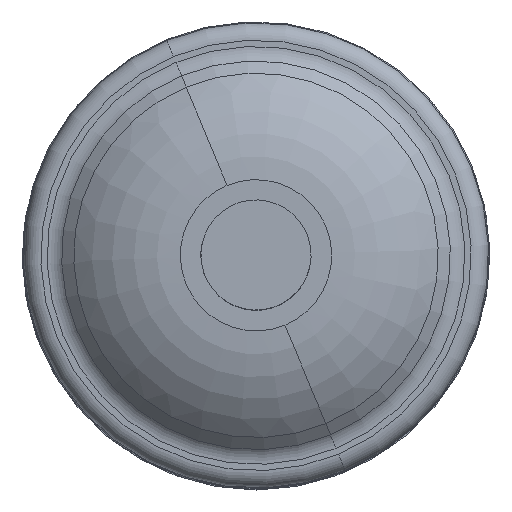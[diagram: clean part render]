
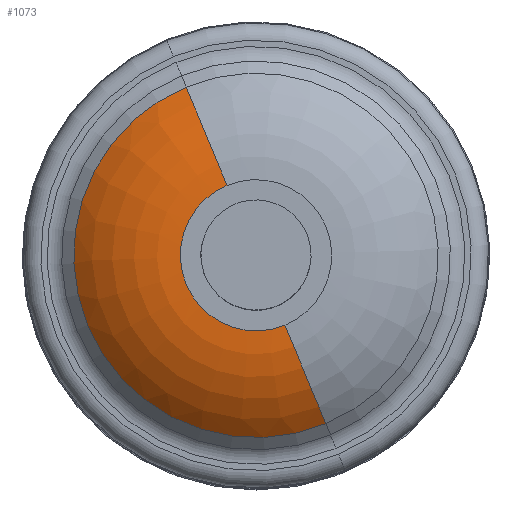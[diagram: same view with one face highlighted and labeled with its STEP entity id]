
A CAD part, top view. The second image highlights one B-rep face of the part: STEP entity #1073.
In plain terms, the highlighted toroidal (fillet/blend) face has major radius 10.84 mm and minor radius 22 mm.
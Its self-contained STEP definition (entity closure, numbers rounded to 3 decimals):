
#57 = AXIS2_PLACEMENT_3D ( 'NONE', #597, #811, #1018 ) ;
#81 = CIRCLE ( 'NONE', #934, 22. ) ;
#103 = DIRECTION ( 'NONE',  ( 0.383, -0.924, 0. ) ) ;
#108 = CARTESIAN_POINT ( 'NONE',  ( -4.152, 10.013, 65.3 ) ) ;
#139 = DIRECTION ( 'NONE',  ( 0.924, 0.383, 0. ) ) ;
#223 = DIRECTION ( 'NONE',  ( 0.383, -0.924, 0. ) ) ;
#290 = VERTEX_POINT ( 'NONE', #1267 ) ;
#318 = CARTESIAN_POINT ( 'NONE',  ( 10.006, -24.13, 81.125 ) ) ;
#377 = ORIENTED_EDGE ( 'NONE', *, *, #746, .T. ) ;
#402 = VERTEX_POINT ( 'NONE', #993 ) ;
#423 = CIRCLE ( 'NONE', #1298, 10.84 ) ;
#424 = DIRECTION ( 'NONE',  ( 0., 0., -1. ) ) ;
#442 = CIRCLE ( 'NONE', #652, 22. ) ;
#455 = DIRECTION ( 'NONE',  ( 0., 0., -1. ) ) ;
#525 = CARTESIAN_POINT ( 'NONE',  ( 0., 0., 81.125 ) ) ;
#532 = VERTEX_POINT ( 'NONE', #318 ) ;
#547 = EDGE_LOOP ( 'NONE', ( #377, #737, #882, #783 ) ) ;
#556 = CIRCLE ( 'NONE', #1125, 26.123 ) ;
#597 = CARTESIAN_POINT ( 'NONE',  ( 0., 0., 65.3 ) ) ;
#652 = AXIS2_PLACEMENT_3D ( 'NONE', #881, #139, #840 ) ;
#737 = ORIENTED_EDGE ( 'NONE', *, *, #1245, .T. ) ;
#746 = EDGE_CURVE ( 'NONE', #290, #402, #423, .T. ) ;
#761 = TOROIDAL_SURFACE ( 'NONE', #57, 10.84, 22. ) ;
#783 = ORIENTED_EDGE ( 'NONE', *, *, #1135, .F. ) ;
#811 = DIRECTION ( 'NONE',  ( 0., 0., -1. ) ) ;
#840 = DIRECTION ( 'NONE',  ( -0.383, 0.924, 0. ) ) ;
#844 = EDGE_CURVE ( 'NONE', #532, #1296, #556, .T. ) ;
#881 = CARTESIAN_POINT ( 'NONE',  ( 4.152, -10.013, 65.3 ) ) ;
#882 = ORIENTED_EDGE ( 'NONE', *, *, #844, .F. ) ;
#887 = CARTESIAN_POINT ( 'NONE',  ( 0., 0., 87.3 ) ) ;
#893 = FACE_OUTER_BOUND ( 'NONE', #547, .T. ) ;
#934 = AXIS2_PLACEMENT_3D ( 'NONE', #108, #1174, #1070 ) ;
#962 = CARTESIAN_POINT ( 'NONE',  ( -10.006, 24.13, 81.125 ) ) ;
#993 = CARTESIAN_POINT ( 'NONE',  ( -4.152, 10.013, 87.3 ) ) ;
#1018 = DIRECTION ( 'NONE',  ( 0.383, -0.924, 0. ) ) ;
#1070 = DIRECTION ( 'NONE',  ( 0.383, -0.924, 0. ) ) ;
#1073 = ADVANCED_FACE ( 'NONE', ( #893 ), #761, .T. ) ;
#1125 = AXIS2_PLACEMENT_3D ( 'NONE', #525, #424, #103 ) ;
#1135 = EDGE_CURVE ( 'NONE', #290, #532, #442, .T. ) ;
#1174 = DIRECTION ( 'NONE',  ( -0.924, -0.383, 0. ) ) ;
#1245 = EDGE_CURVE ( 'NONE', #402, #1296, #81, .T. ) ;
#1267 = CARTESIAN_POINT ( 'NONE',  ( 4.152, -10.013, 87.3 ) ) ;
#1296 = VERTEX_POINT ( 'NONE', #962 ) ;
#1298 = AXIS2_PLACEMENT_3D ( 'NONE', #887, #455, #223 ) ;
